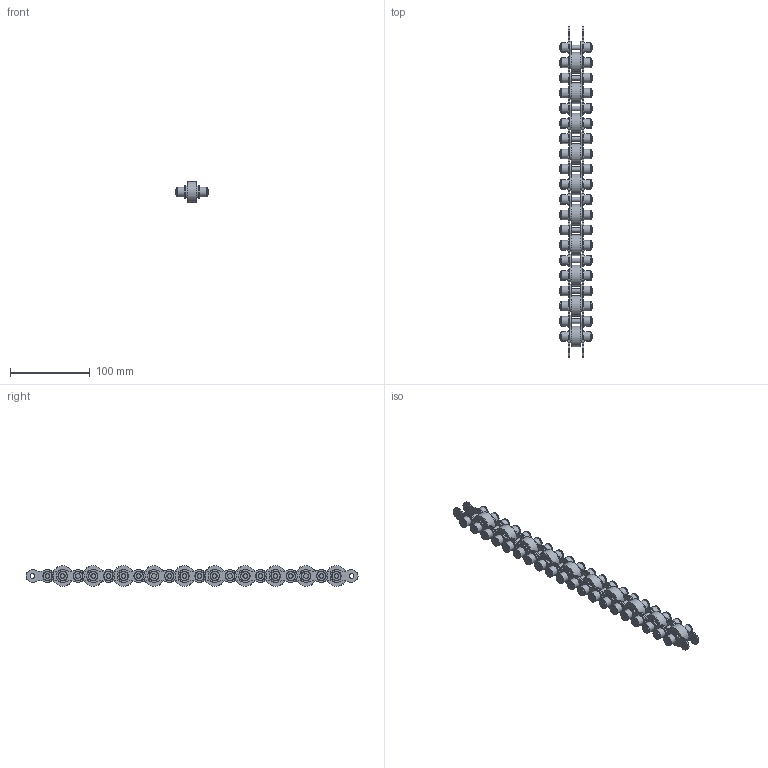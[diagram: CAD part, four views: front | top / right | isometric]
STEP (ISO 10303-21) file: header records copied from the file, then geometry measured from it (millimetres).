
FILE_DESCRIPTION(/* description */ (''),/* implementation_level */ '2;1');
FILE_NAME(/* name */ '939902.stp',/* time_stamp */ '2014-03-18T12:12:47+01:00',/* author */ ('VeronikaF'),/* organization */ (''),/* preprocessor_version */ 'ST-DEVELOPER v15.2',/* originating_system */ 'Autodesk Inventor 2014',/* authorisation */ '');
FILE_SCHEMA (('AUTOMOTIVE_DESIGN { 1 0 10303 214 3 1 1 }'));
Length unit declared in the file: millimetre
Products named in the file (6): 939903_001; 939902_002; 939902_003x; 939902_005; 939902_001; 939902
Bounding box: 42 x 415.95 x 26 mm (x, y, z)
Volume: 146968.3 mm3; surface area: 116521.4 mm2
Topology: 152 solids, 152 shells, 916 faces, 1676 edges, 1064 vertices
Faces by surface type: cylinder 452, plane 304, cone 120, torus 40
Full cylindrical faces by diameter (mm): 5.72 x60, 5.8 x124, 6 x10, 11.1 x40, 12 x40, 26 x10
Entity records: 1997 total; most frequent: DIRECTION 450, CARTESIAN_POINT 261, AXIS2_PLACEMENT_3D 223, PRODUCT_DEFINITION_SHAPE 158, ITEM_DEFINED_TRANSFORMATION 152, CONTEXT_DEPENDENT_SHAPE_REPRESENTATION 152, NEXT_ASSEMBLY_USAGE_OCCURRENCE 152, ORIENTED_EDGE 76
